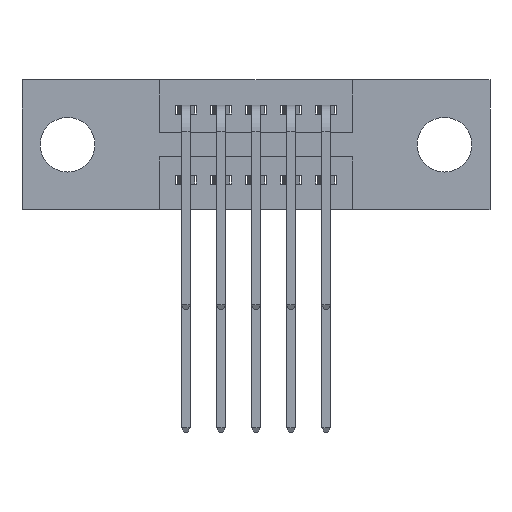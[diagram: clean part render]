
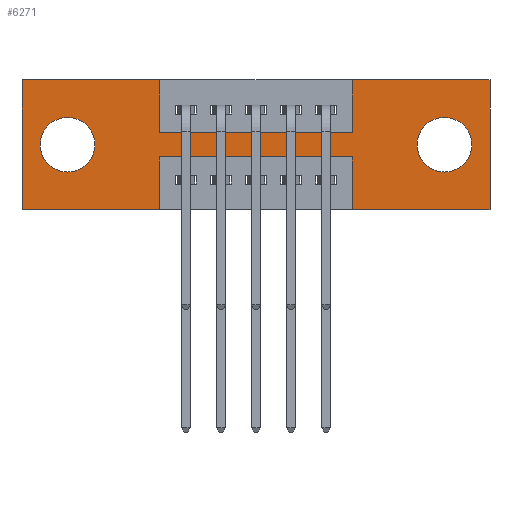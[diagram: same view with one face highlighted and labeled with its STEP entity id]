
A CAD part, front view. The second image highlights one B-rep face of the part: STEP entity #6271.
In plain terms, the highlighted planar face has unit normal (0, -1, 0).
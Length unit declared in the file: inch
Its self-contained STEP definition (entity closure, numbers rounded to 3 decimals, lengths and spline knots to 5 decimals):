
#282 = ORIENTED_EDGE ( 'NONE', *, *, #6775, .F. ) ;
#370 = ORIENTED_EDGE ( 'NONE', *, *, #614, .F. ) ;
#383 = VERTEX_POINT ( 'NONE', #8072 ) ;
#506 = FACE_BOUND ( 'NONE', #6562, .T. ) ;
#614 = EDGE_CURVE ( 'NONE', #8841, #7591, #4182, .T. ) ;
#761 = EDGE_CURVE ( 'NONE', #5655, #7984, #2801, .T. ) ;
#879 = VERTEX_POINT ( 'NONE', #3016 ) ;
#910 = CARTESIAN_POINT ( 'NONE',  ( 0.3925, 0., -0.22 ) ) ;
#939 = ORIENTED_EDGE ( 'NONE', *, *, #2580, .T. ) ;
#993 = CARTESIAN_POINT ( 'NONE',  ( 1.335, 0., -0.37 ) ) ;
#1174 = DIRECTION ( 'NONE',  ( 0., -1., 0. ) ) ;
#1204 = CIRCLE ( 'NONE', #8499, 0.078 ) ;
#1326 = CARTESIAN_POINT ( 'NONE',  ( 1.205, 0., -0.263 ) ) ;
#1632 = ORIENTED_EDGE ( 'NONE', *, *, #5674, .F. ) ;
#1788 = VECTOR ( 'NONE', #2909, 39.37008 ) ;
#1883 = CARTESIAN_POINT ( 'NONE',  ( 0.9425, 0., -0.37 ) ) ;
#2010 = VERTEX_POINT ( 'NONE', #993 ) ;
#2098 = EDGE_LOOP ( 'NONE', ( #2504, #5807 ) ) ;
#2107 = DIRECTION ( 'NONE',  ( 0., 1., 0. ) ) ;
#2142 = EDGE_CURVE ( 'NONE', #2846, #6823, #5511, .T. ) ;
#2192 = LINE ( 'NONE', #5588, #6937 ) ;
#2242 = CARTESIAN_POINT ( 'NONE',  ( 0., 0., -0.37 ) ) ;
#2261 = CARTESIAN_POINT ( 'NONE',  ( 1.205, 0., -0.185 ) ) ;
#2274 = CARTESIAN_POINT ( 'NONE',  ( 0.3925, 0., 0. ) ) ;
#2292 = DIRECTION ( 'NONE',  ( 0., 0., 1. ) ) ;
#2466 = EDGE_CURVE ( 'NONE', #9895, #383, #1204, .T. ) ;
#2504 = ORIENTED_EDGE ( 'NONE', *, *, #6398, .T. ) ;
#2543 = EDGE_CURVE ( 'NONE', #8652, #2846, #6435, .T. ) ;
#2580 = EDGE_CURVE ( 'NONE', #7984, #5655, #7782, .T. ) ;
#2655 = CIRCLE ( 'NONE', #3198, 0.078 ) ;
#2667 = VECTOR ( 'NONE', #6501, 39.37008 ) ;
#2710 = CARTESIAN_POINT ( 'NONE',  ( 0.9425, 0., -0.15 ) ) ;
#2801 = CIRCLE ( 'NONE', #10439, 0.078 ) ;
#2815 = ORIENTED_EDGE ( 'NONE', *, *, #4648, .F. ) ;
#2846 = VERTEX_POINT ( 'NONE', #2710 ) ;
#2889 = CARTESIAN_POINT ( 'NONE',  ( 0.13, 0., -0.185 ) ) ;
#2895 = ORIENTED_EDGE ( 'NONE', *, *, #2142, .F. ) ;
#2909 = DIRECTION ( 'NONE',  ( 1., 0., 0. ) ) ;
#3016 = CARTESIAN_POINT ( 'NONE',  ( 1.335, 0., 0. ) ) ;
#3050 = CARTESIAN_POINT ( 'NONE',  ( 0., 0., -0.37 ) ) ;
#3098 = VECTOR ( 'NONE', #8630, 39.37008 ) ;
#3182 = CARTESIAN_POINT ( 'NONE',  ( 0.3925, 0., -0.22 ) ) ;
#3198 = AXIS2_PLACEMENT_3D ( 'NONE', #7562, #8408, #2292 ) ;
#3376 = EDGE_CURVE ( 'NONE', #6679, #6994, #2192, .T. ) ;
#3520 = DIRECTION ( 'NONE',  ( 0., 0., 1. ) ) ;
#3673 = DIRECTION ( 'NONE',  ( 0., 0., -1. ) ) ;
#3835 = LINE ( 'NONE', #6987, #8138 ) ;
#3937 = CARTESIAN_POINT ( 'NONE',  ( 0.3925, 0., -0.15 ) ) ;
#3990 = DIRECTION ( 'NONE',  ( 1., 0., 0. ) ) ;
#4182 = LINE ( 'NONE', #7559, #6696 ) ;
#4417 = VERTEX_POINT ( 'NONE', #910 ) ;
#4621 = CARTESIAN_POINT ( 'NONE',  ( 1.205, 0., -0.185 ) ) ;
#4648 = EDGE_CURVE ( 'NONE', #879, #2010, #8420, .T. ) ;
#4730 = DIRECTION ( 'NONE',  ( 0., 0., -1. ) ) ;
#4774 = VERTEX_POINT ( 'NONE', #6636 ) ;
#4939 = ORIENTED_EDGE ( 'NONE', *, *, #3376, .F. ) ;
#5244 = LINE ( 'NONE', #10356, #3098 ) ;
#5474 = LINE ( 'NONE', #9659, #5740 ) ;
#5482 = VECTOR ( 'NONE', #3990, 39.37008 ) ;
#5511 = LINE ( 'NONE', #10679, #8311 ) ;
#5528 = DIRECTION ( 'NONE',  ( 0., 0., -1. ) ) ;
#5588 = CARTESIAN_POINT ( 'NONE',  ( 0., 0., 0. ) ) ;
#5622 = DIRECTION ( 'NONE',  ( 0., 0., 1. ) ) ;
#5655 = VERTEX_POINT ( 'NONE', #1326 ) ;
#5660 = DIRECTION ( 'NONE',  ( 0., 0., -1. ) ) ;
#5674 = EDGE_CURVE ( 'NONE', #6994, #8652, #9904, .T. ) ;
#5740 = VECTOR ( 'NONE', #8029, 39.37008 ) ;
#5807 = ORIENTED_EDGE ( 'NONE', *, *, #2466, .T. ) ;
#5839 = AXIS2_PLACEMENT_3D ( 'NONE', #2261, #10776, #5660 ) ;
#5947 = EDGE_CURVE ( 'NONE', #4417, #8841, #3835, .T. ) ;
#5975 = ORIENTED_EDGE ( 'NONE', *, *, #761, .T. ) ;
#6044 = VECTOR ( 'NONE', #9103, 39.37008 ) ;
#6271 = ADVANCED_FACE ( 'NONE', ( #506, #6353, #7290 ), #9867, .T. ) ;
#6310 = VECTOR ( 'NONE', #8221, 39.37008 ) ;
#6342 = CARTESIAN_POINT ( 'NONE',  ( 0., 0., 0. ) ) ;
#6353 = FACE_BOUND ( 'NONE', #2098, .T. ) ;
#6398 = EDGE_CURVE ( 'NONE', #383, #9895, #2655, .T. ) ;
#6432 = EDGE_LOOP ( 'NONE', ( #8465, #282, #8319, #6487, #2815, #8083, #2895, #9952, #1632, #4939, #6789, #370 ) ) ;
#6435 = LINE ( 'NONE', #3937, #5482 ) ;
#6487 = ORIENTED_EDGE ( 'NONE', *, *, #9293, .F. ) ;
#6501 = DIRECTION ( 'NONE',  ( -1., 0., 0. ) ) ;
#6506 = CARTESIAN_POINT ( 'NONE',  ( 0.13, 0., -0.263 ) ) ;
#6550 = EDGE_CURVE ( 'NONE', #4774, #7980, #6784, .T. ) ;
#6562 = EDGE_LOOP ( 'NONE', ( #939, #5975 ) ) ;
#6578 = DIRECTION ( 'NONE',  ( 1., 0., 0. ) ) ;
#6636 = CARTESIAN_POINT ( 'NONE',  ( 0.9425, 0., -0.37 ) ) ;
#6679 = VERTEX_POINT ( 'NONE', #6342 ) ;
#6696 = VECTOR ( 'NONE', #8458, 39.37008 ) ;
#6775 = EDGE_CURVE ( 'NONE', #7980, #4417, #7442, .T. ) ;
#6784 = LINE ( 'NONE', #1883, #10465 ) ;
#6789 = ORIENTED_EDGE ( 'NONE', *, *, #9637, .F. ) ;
#6823 = VERTEX_POINT ( 'NONE', #10659 ) ;
#6937 = VECTOR ( 'NONE', #6578, 39.37008 ) ;
#6987 = CARTESIAN_POINT ( 'NONE',  ( 0.3925, 0., -0.37 ) ) ;
#6994 = VERTEX_POINT ( 'NONE', #7621 ) ;
#7098 = DIRECTION ( 'NONE',  ( 0., 0., 1. ) ) ;
#7120 = LINE ( 'NONE', #10525, #1788 ) ;
#7290 = FACE_OUTER_BOUND ( 'NONE', #6432, .T. ) ;
#7442 = LINE ( 'NONE', #3182, #2667 ) ;
#7559 = CARTESIAN_POINT ( 'NONE',  ( 0., 0., -0.37 ) ) ;
#7562 = CARTESIAN_POINT ( 'NONE',  ( 0.13, 0., -0.185 ) ) ;
#7591 = VERTEX_POINT ( 'NONE', #3050 ) ;
#7621 = CARTESIAN_POINT ( 'NONE',  ( 0.3925, 0., 0. ) ) ;
#7782 = CIRCLE ( 'NONE', #5839, 0.078 ) ;
#7821 = DIRECTION ( 'NONE',  ( 0., 1., 0. ) ) ;
#7980 = VERTEX_POINT ( 'NONE', #9767 ) ;
#7984 = VERTEX_POINT ( 'NONE', #8928 ) ;
#8029 = DIRECTION ( 'NONE',  ( -1., 0., 0. ) ) ;
#8072 = CARTESIAN_POINT ( 'NONE',  ( 0.13, 0., -0.107 ) ) ;
#8083 = ORIENTED_EDGE ( 'NONE', *, *, #8498, .F. ) ;
#8138 = VECTOR ( 'NONE', #3673, 39.37008 ) ;
#8156 = AXIS2_PLACEMENT_3D ( 'NONE', #2242, #1174, #5528 ) ;
#8198 = CARTESIAN_POINT ( 'NONE',  ( 1.335, 0., 0. ) ) ;
#8221 = DIRECTION ( 'NONE',  ( 0., 0., -1. ) ) ;
#8311 = VECTOR ( 'NONE', #5622, 39.37008 ) ;
#8319 = ORIENTED_EDGE ( 'NONE', *, *, #6550, .F. ) ;
#8408 = DIRECTION ( 'NONE',  ( 0., 1., 0. ) ) ;
#8420 = LINE ( 'NONE', #8198, #6044 ) ;
#8453 = CARTESIAN_POINT ( 'NONE',  ( 0.3925, 0., -0.15 ) ) ;
#8458 = DIRECTION ( 'NONE',  ( -1., 0., 0. ) ) ;
#8465 = ORIENTED_EDGE ( 'NONE', *, *, #5947, .F. ) ;
#8498 = EDGE_CURVE ( 'NONE', #6823, #879, #7120, .T. ) ;
#8499 = AXIS2_PLACEMENT_3D ( 'NONE', #2889, #7821, #7098 ) ;
#8630 = DIRECTION ( 'NONE',  ( 0., 0., 1. ) ) ;
#8652 = VERTEX_POINT ( 'NONE', #8453 ) ;
#8841 = VERTEX_POINT ( 'NONE', #9795 ) ;
#8928 = CARTESIAN_POINT ( 'NONE',  ( 1.205, 0., -0.107 ) ) ;
#9103 = DIRECTION ( 'NONE',  ( 0., 0., -1. ) ) ;
#9293 = EDGE_CURVE ( 'NONE', #2010, #4774, #5474, .T. ) ;
#9637 = EDGE_CURVE ( 'NONE', #7591, #6679, #5244, .T. ) ;
#9659 = CARTESIAN_POINT ( 'NONE',  ( 0., 0., -0.37 ) ) ;
#9767 = CARTESIAN_POINT ( 'NONE',  ( 0.9425, 0., -0.22 ) ) ;
#9795 = CARTESIAN_POINT ( 'NONE',  ( 0.3925, 0., -0.37 ) ) ;
#9867 = PLANE ( 'NONE',  #8156 ) ;
#9895 = VERTEX_POINT ( 'NONE', #6506 ) ;
#9904 = LINE ( 'NONE', #2274, #6310 ) ;
#9952 = ORIENTED_EDGE ( 'NONE', *, *, #2543, .F. ) ;
#10356 = CARTESIAN_POINT ( 'NONE',  ( 0., 0., 0. ) ) ;
#10439 = AXIS2_PLACEMENT_3D ( 'NONE', #4621, #2107, #4730 ) ;
#10465 = VECTOR ( 'NONE', #3520, 39.37008 ) ;
#10525 = CARTESIAN_POINT ( 'NONE',  ( 0., 0., 0. ) ) ;
#10659 = CARTESIAN_POINT ( 'NONE',  ( 0.9425, 0., 0. ) ) ;
#10679 = CARTESIAN_POINT ( 'NONE',  ( 0.9425, 0., 0. ) ) ;
#10776 = DIRECTION ( 'NONE',  ( 0., 1., 0. ) ) ;
